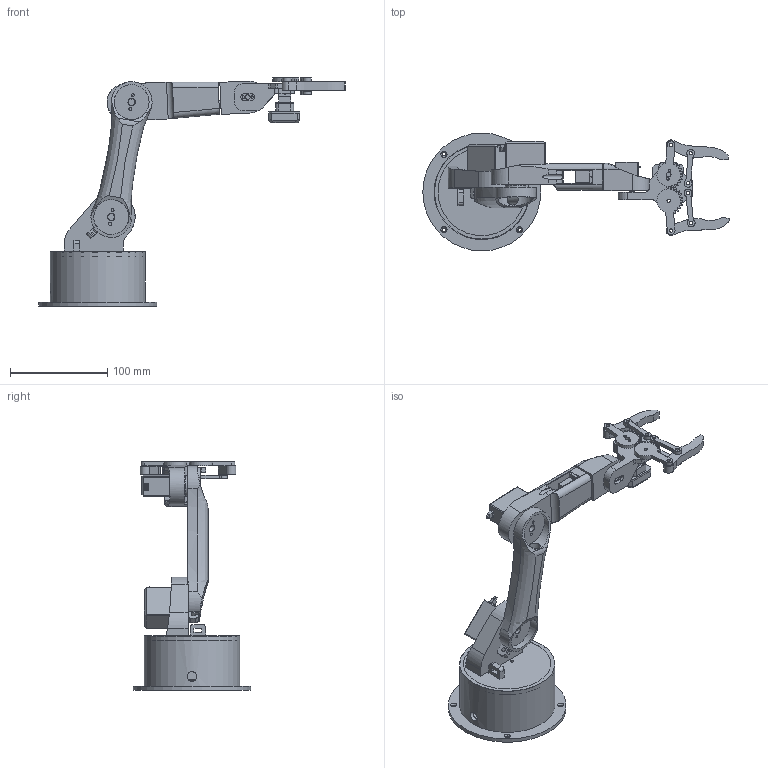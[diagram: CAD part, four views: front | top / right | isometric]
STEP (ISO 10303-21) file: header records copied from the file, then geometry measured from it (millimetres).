
FILE_DESCRIPTION(/* description */ (''),/* implementation_level */ '2;1');
FILE_NAME(/* name */ 'Robotic Arm 3D Model v2.step',/* time_stamp */ '2022-10-05T00:09:30-04:00',/* author */ (''),/* organization */ (''),/* preprocessor_version */ 'ST-DEVELOPER v19',/* originating_system */ 'Autodesk Translation Framework v11.7.0.108',/* authorisation */ '');
FILE_SCHEMA (('AUTOMOTIVE_DESIGN { 1 0 10303 214 3 1 1 }'));
Length unit declared in the file: millimetre
Products named in the file (15): Robotic Arm 3D Model; Base; Waist; Humerus; Forearm; Servo Motor MG996R; Wrist; Gripper Assembly; gear1; gear2; Gripper base; Gripper 1; Servo Motor Micro  9g; grip link 1; Pi Cam Mount
Assembly tree (22 placements, depth 3):
  Robotic Arm 3D Model
    Base
      Servo Motor MG996R
    Waist
      Servo Motor MG996R
    Humerus
    Forearm
      Servo Motor Micro  9g
      Servo Motor MG996R
    Wrist
      Servo Motor Micro  9g
    Gripper Assembly
      gear1
      gear2
      grip link 1  x4
      Gripper base
      Gripper 1  x2
      Servo Motor Micro  9g
      Pi Cam Mount
Bounding box: 315.07 x 121.25 x 234.77 mm (x, y, z)
Volume: 461100.7 mm3; surface area: 186142.5 mm2
Topology: 47 solids, 50 shells, 1044 faces, 2566 edges, 1663 vertices
Faces by surface type: plane 571, cylinder 413, bspline 46, torus 10, cone 4
Full cylindrical faces by diameter (mm): 1.2 x9, 1.5 x45, 2 x4, 2.2 x6, 2.5 x3, 2.6 x18, 3 x6, 3.4 x4, 3.5 x18, 4.8 x1, 5 x5, 6 x3, 7.5 x3, 10 x1, 10.7 x3, 10.8 x1, 11.5 x1, 13 x5, 18 x2, 21 x3, 36 x2, 90 x1, 97 x1, 98 x1, 121.25 x1
Entity records: 22566 total; most frequent: CARTESIAN_POINT 5606, DIRECTION 3501, ORIENTED_EDGE 3330, EDGE_CURVE 1665, AXIS2_PLACEMENT_3D 1249, VERTEX_POINT 1093, LINE 1003, VECTOR 1003
